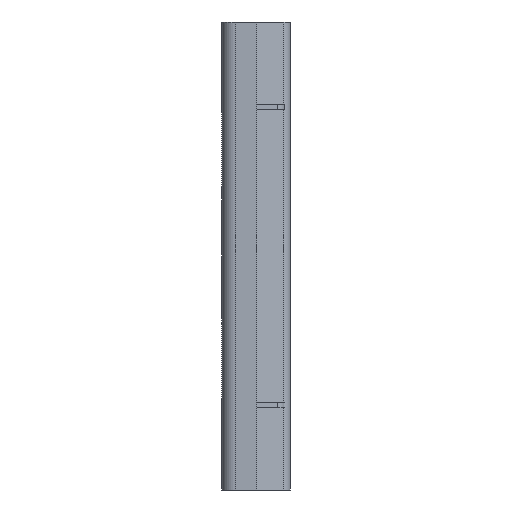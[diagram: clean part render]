
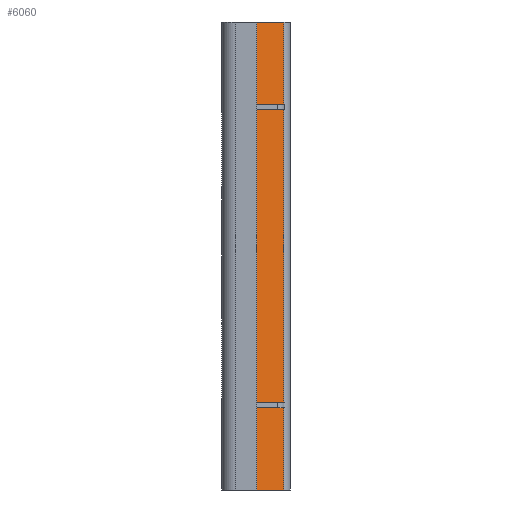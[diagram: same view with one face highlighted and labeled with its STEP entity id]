
A CAD part, left-side view. The second image highlights one B-rep face of the part: STEP entity #6060.
In plain terms, the highlighted planar face has unit normal (-0.967, -0.256, 0).
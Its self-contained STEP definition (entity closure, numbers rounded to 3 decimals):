
#123 = CARTESIAN_POINT ( 'NONE',  ( -105.067, 13.312, -55. ) ) ;
#135 = CARTESIAN_POINT ( 'NONE',  ( -101.933, 1.488, -55. ) ) ;
#153 = FACE_OUTER_BOUND ( 'NONE', #3923, .T. ) ;
#431 = LINE ( 'NONE', #5891, #434 ) ;
#434 = VECTOR ( 'NONE', #5886, 1000. ) ;
#1022 = CARTESIAN_POINT ( 'NONE',  ( -105.067, 13.312, -55. ) ) ;
#1026 = PLANE ( 'NONE',  #5391 ) ;
#1028 = DIRECTION ( 'NONE',  ( -0.967, -0.256, 0. ) ) ;
#1029 = DIRECTION ( 'NONE',  ( 0.256, -0.967, 0. ) ) ;
#1875 = LINE ( 'NONE', #5912, #1879 ) ;
#1879 = VECTOR ( 'NONE', #5910, 1000. ) ;
#2060 = LINE ( 'NONE', #3423, #2063 ) ;
#2062 = LINE ( 'NONE', #3425, #2065 ) ;
#2063 = VECTOR ( 'NONE', #3424, 1000. ) ;
#2065 = VECTOR ( 'NONE', #3426, 1000. ) ;
#2586 = VERTEX_POINT ( 'NONE', #123 ) ;
#2600 = VERTEX_POINT ( 'NONE', #135 ) ;
#2667 = ORIENTED_EDGE ( 'NONE', *, *, #6407, .T. ) ;
#2669 = ORIENTED_EDGE ( 'NONE', *, *, #6289, .T. ) ;
#2670 = ORIENTED_EDGE ( 'NONE', *, *, #6408, .F. ) ;
#2672 = ORIENTED_EDGE ( 'NONE', *, *, #6279, .F. ) ;
#2937 = CARTESIAN_POINT ( 'NONE',  ( -105.067, 13.312, 55. ) ) ;
#3423 = CARTESIAN_POINT ( 'NONE',  ( -101.933, 1.488, -55. ) ) ;
#3424 = DIRECTION ( 'NONE',  ( 0., 0., 1. ) ) ;
#3425 = CARTESIAN_POINT ( 'NONE',  ( -105.067, 13.312, -55. ) ) ;
#3426 = DIRECTION ( 'NONE',  ( 0., 0., 1. ) ) ;
#3467 = CARTESIAN_POINT ( 'NONE',  ( -101.933, 1.488, 55. ) ) ;
#3923 = EDGE_LOOP ( 'NONE', ( #2672, #2670, #2669, #2667 ) ) ;
#5391 = AXIS2_PLACEMENT_3D ( 'NONE', #1022, #1028, #1029 ) ;
#5886 = DIRECTION ( 'NONE',  ( 0.256, -0.967, 0. ) ) ;
#5891 = CARTESIAN_POINT ( 'NONE',  ( -105.067, 13.312, 55. ) ) ;
#5910 = DIRECTION ( 'NONE',  ( 0.256, -0.967, 0. ) ) ;
#5912 = CARTESIAN_POINT ( 'NONE',  ( -105.067, 13.312, -55. ) ) ;
#6060 = ADVANCED_FACE ( 'NONE', ( #153 ), #1026, .T. ) ;
#6170 = VERTEX_POINT ( 'NONE', #2937 ) ;
#6279 = EDGE_CURVE ( 'NONE', #6170, #6633, #431, .T. ) ;
#6289 = EDGE_CURVE ( 'NONE', #2586, #2600, #1875, .T. ) ;
#6407 = EDGE_CURVE ( 'NONE', #2600, #6633, #2060, .T. ) ;
#6408 = EDGE_CURVE ( 'NONE', #2586, #6170, #2062, .T. ) ;
#6633 = VERTEX_POINT ( 'NONE', #3467 ) ;
